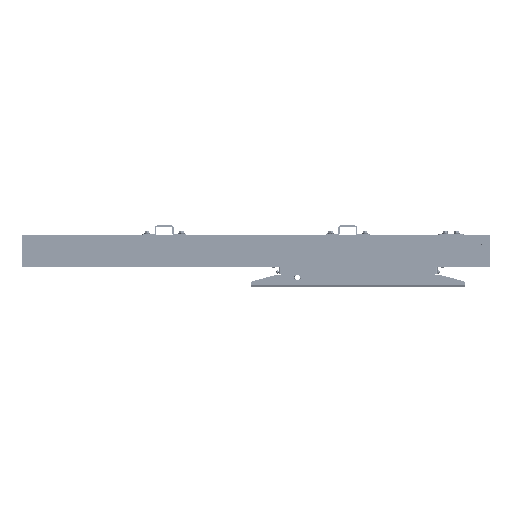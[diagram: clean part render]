
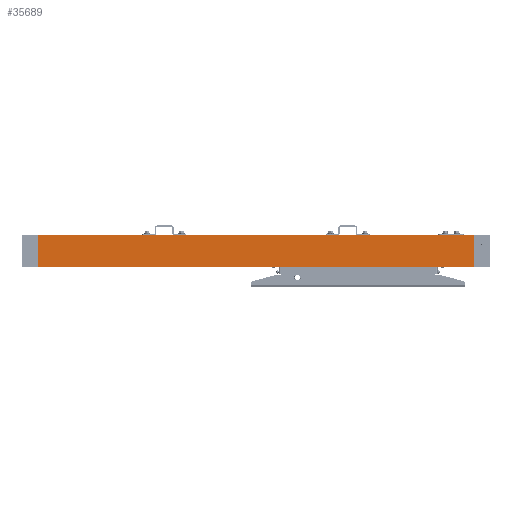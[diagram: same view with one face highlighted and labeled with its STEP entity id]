
A CAD part, left-side view. The second image highlights one B-rep face of the part: STEP entity #35689.
In plain terms, the highlighted planar face has unit normal (-1, 0, 0).
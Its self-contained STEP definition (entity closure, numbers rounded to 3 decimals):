
#1842 = CARTESIAN_POINT ( 'NONE',  ( -17.499, 475., -34.499 ) ) ;
#4219 = PLANE ( 'NONE',  #99078 ) ;
#8080 = LINE ( 'NONE', #110054, #63916 ) ;
#8509 = DIRECTION ( 'NONE',  ( 0., 0., 1. ) ) ;
#10479 = DIRECTION ( 'NONE',  ( 0., 1., 0. ) ) ;
#11067 = CARTESIAN_POINT ( 'NONE',  ( -17.499, 475., 34.499 ) ) ;
#24077 = CARTESIAN_POINT ( 'NONE',  ( -17.499, -475., 34.499 ) ) ;
#29085 = CARTESIAN_POINT ( 'NONE',  ( -17.499, -475., 34.499 ) ) ;
#35689 = ADVANCED_FACE ( 'NONE', ( #70603 ), #4219, .T. ) ;
#41234 = LINE ( 'NONE', #24077, #111286 ) ;
#48387 = VERTEX_POINT ( 'NONE', #1842 ) ;
#48895 = ORIENTED_EDGE ( 'NONE', *, *, #99787, .T. ) ;
#50256 = VERTEX_POINT ( 'NONE', #57451 ) ;
#57451 = CARTESIAN_POINT ( 'NONE',  ( -17.499, -475., -34.499 ) ) ;
#58283 = ORIENTED_EDGE ( 'NONE', *, *, #113440, .T. ) ;
#61600 = DIRECTION ( 'NONE',  ( 0., -1., 0. ) ) ;
#62258 = CARTESIAN_POINT ( 'NONE',  ( -17.499, 475., 34.499 ) ) ;
#62963 = EDGE_CURVE ( 'NONE', #71169, #48387, #108927, .T. ) ;
#63916 = VECTOR ( 'NONE', #61600, 1000. ) ;
#70433 = ORIENTED_EDGE ( 'NONE', *, *, #62963, .T. ) ;
#70603 = FACE_OUTER_BOUND ( 'NONE', #108438, .T. ) ;
#70748 = EDGE_CURVE ( 'NONE', #48387, #50256, #8080, .T. ) ;
#70881 = DIRECTION ( 'NONE',  ( 0., 0., -1. ) ) ;
#71169 = VERTEX_POINT ( 'NONE', #97545 ) ;
#79401 = DIRECTION ( 'NONE',  ( 0., 0., 1. ) ) ;
#83987 = VECTOR ( 'NONE', #70881, 1000. ) ;
#84902 = LINE ( 'NONE', #11067, #118681 ) ;
#97545 = CARTESIAN_POINT ( 'NONE',  ( -17.499, 475., 34.499 ) ) ;
#99078 = AXIS2_PLACEMENT_3D ( 'NONE', #110479, #100678, #8509 ) ;
#99787 = EDGE_CURVE ( 'NONE', #50256, #104108, #41234, .T. ) ;
#100678 = DIRECTION ( 'NONE',  ( -1., 0., 0. ) ) ;
#104108 = VERTEX_POINT ( 'NONE', #29085 ) ;
#108438 = EDGE_LOOP ( 'NONE', ( #70433, #108702, #48895, #58283 ) ) ;
#108702 = ORIENTED_EDGE ( 'NONE', *, *, #70748, .T. ) ;
#108927 = LINE ( 'NONE', #62258, #83987 ) ;
#110054 = CARTESIAN_POINT ( 'NONE',  ( -17.499, 475., -34.499 ) ) ;
#110479 = CARTESIAN_POINT ( 'NONE',  ( -17.499, 475., 34.499 ) ) ;
#111286 = VECTOR ( 'NONE', #79401, 1000. ) ;
#113440 = EDGE_CURVE ( 'NONE', #104108, #71169, #84902, .T. ) ;
#118681 = VECTOR ( 'NONE', #10479, 1000. ) ;
